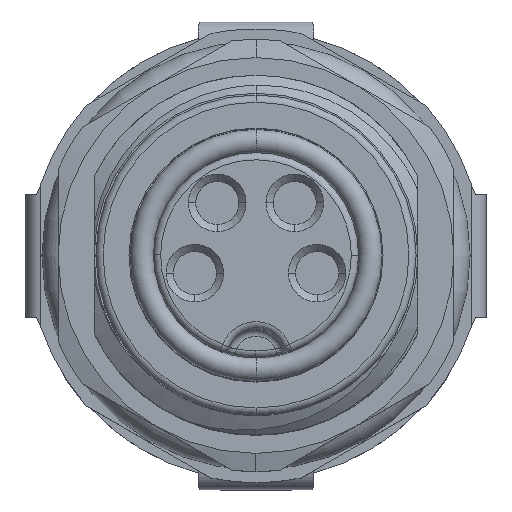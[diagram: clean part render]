
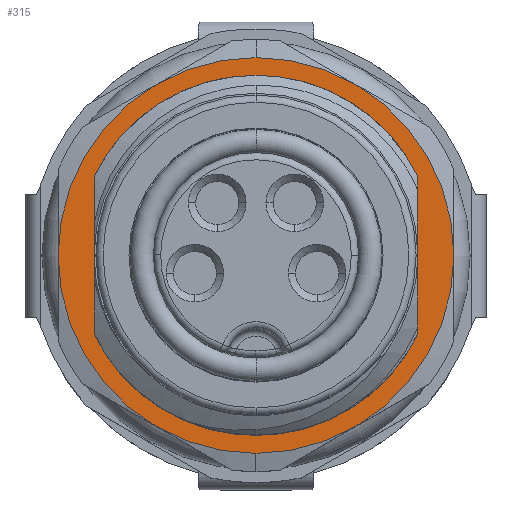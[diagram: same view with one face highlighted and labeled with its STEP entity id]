
A CAD part, top view. The second image highlights one B-rep face of the part: STEP entity #315.
In plain terms, the highlighted planar face has unit normal (0, 0, 1).
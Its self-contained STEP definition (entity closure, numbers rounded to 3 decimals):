
#315=ADVANCED_FACE('',(#903,#904),#905,.T.);
#903=FACE_OUTER_BOUND('',#1853,.T.);
#904=FACE_BOUND('',#1854,.T.);
#905=PLANE('',#1855);
#1853=EDGE_LOOP('',(#5221,#5222,#5223,#5224,#5225,#5226,#5227,#5228));
#1854=EDGE_LOOP('',(#5229,#5230,#5231,#5232,#5233,#5234,#5235,#5236,#5237));
#1855=AXIS2_PLACEMENT_3D('',#5238,#5239,#5240);
#5221=ORIENTED_EDGE('',*,*,#6232,.F.);
#5222=ORIENTED_EDGE('',*,*,#6233,.F.);
#5223=ORIENTED_EDGE('',*,*,#5542,.T.);
#5224=ORIENTED_EDGE('',*,*,#6234,.T.);
#5225=ORIENTED_EDGE('',*,*,#6235,.F.);
#5226=ORIENTED_EDGE('',*,*,#6236,.F.);
#5227=ORIENTED_EDGE('',*,*,#6237,.T.);
#5228=ORIENTED_EDGE('',*,*,#5540,.T.);
#5229=ORIENTED_EDGE('',*,*,#6230,.T.);
#5230=ORIENTED_EDGE('',*,*,#5781,.T.);
#5231=ORIENTED_EDGE('',*,*,#6229,.T.);
#5232=ORIENTED_EDGE('',*,*,#6238,.T.);
#5233=ORIENTED_EDGE('',*,*,#6239,.T.);
#5234=ORIENTED_EDGE('',*,*,#5823,.T.);
#5235=ORIENTED_EDGE('',*,*,#6240,.T.);
#5236=ORIENTED_EDGE('',*,*,#5571,.T.);
#5237=ORIENTED_EDGE('',*,*,#5802,.T.);
#5238=CARTESIAN_POINT('',(0.0,0.0,-6.0));
#5239=DIRECTION('',(0.0,0.0,1.0));
#5240=DIRECTION('',(1.0,0.0,0.0));
#5540=EDGE_CURVE('',#6333,#6337,#6339,.T.);
#5542=EDGE_CURVE('',#6343,#6340,#6344,.T.);
#5571=EDGE_CURVE('',#6398,#6395,#6399,.T.);
#5781=EDGE_CURVE('',#6760,#6759,#6762,.T.);
#5802=EDGE_CURVE('',#6395,#6783,#6785,.T.);
#5823=EDGE_CURVE('',#6809,#6812,#6814,.T.);
#6229=EDGE_CURVE('',#6759,#7470,#7472,.T.);
#6230=EDGE_CURVE('',#6783,#6760,#7473,.T.);
#6232=EDGE_CURVE('',#7475,#6337,#7476,.T.);
#6233=EDGE_CURVE('',#6343,#7475,#7477,.T.);
#6234=EDGE_CURVE('',#6340,#7478,#7479,.T.);
#6235=EDGE_CURVE('',#7480,#7478,#7481,.T.);
#6236=EDGE_CURVE('',#7482,#7480,#7483,.T.);
#6237=EDGE_CURVE('',#7482,#6333,#7484,.T.);
#6238=EDGE_CURVE('',#7470,#7485,#7486,.T.);
#6239=EDGE_CURVE('',#7485,#6809,#7487,.T.);
#6240=EDGE_CURVE('',#6812,#6398,#7488,.T.);
#6333=VERTEX_POINT('',#7619);
#6337=VERTEX_POINT('',#7624);
#6339=CIRCLE('',#7634,5.5);
#6340=VERTEX_POINT('',#7635);
#6343=VERTEX_POINT('',#7639);
#6344=CIRCLE('',#7640,5.5);
#6395=VERTEX_POINT('',#7743);
#6398=VERTEX_POINT('',#7747);
#6399=CIRCLE('',#7748,5.0);
#6759=VERTEX_POINT('',#8967);
#6760=VERTEX_POINT('',#8968);
#6762=LINE('',#8981,#8982);
#6783=VERTEX_POINT('',#9399);
#6785=CIRCLE('',#9418,5.0);
#6809=VERTEX_POINT('',#9620);
#6812=VERTEX_POINT('',#9644);
#6814=LINE('',#9650,#9651);
#7470=VERTEX_POINT('',#10784);
#7472=B_SPLINE_CURVE_WITH_KNOTS('',3,(#10874,#10875,#10876,#10877,#10878,#10879,#10880,#10881,#10882),.UNSPECIFIED.,.F.,.F.,(4,1,1,1,1,1,4),(0.0,0.167,0.333,0.5,0.667,0.833,1.0),.UNSPECIFIED.);
#7473=B_SPLINE_CURVE_WITH_KNOTS('',3,(#10883,#10884,#10885,#10886,#10887,#10888,#10889,#10890,#10891,#10892,#10893,#10894),.UNSPECIFIED.,.F.,.F.,(4,1,1,1,1,1,1,1,1,4),(0.0,0.111,0.222,0.333,0.444,0.556,0.667,0.778,0.889,1.0),.UNSPECIFIED.);
#7475=VERTEX_POINT('',#10922);
#7476=CIRCLE('',#10923,5.5);
#7477=CIRCLE('',#10924,5.5);
#7478=VERTEX_POINT('',#10925);
#7479=CIRCLE('',#10926,5.5);
#7480=VERTEX_POINT('',#10927);
#7481=CIRCLE('',#10928,5.5);
#7482=VERTEX_POINT('',#10929);
#7483=CIRCLE('',#10930,5.5);
#7484=CIRCLE('',#10931,5.5);
#7485=VERTEX_POINT('',#10932);
#7486=B_SPLINE_CURVE_WITH_KNOTS('',3,(#10933,#10934,#10935,#10936,#10937,#10938,#10939,#10940,#10941,#10942,#10943,#10944,#10945,#10946,#10947,#10948,#10949,#10950,#10951),.UNSPECIFIED.,.F.,.F.,(4,1,1,1,1,1,1,1,1,1,1,1,1,1,1,1,4),(0.0,0.063,0.125,0.188,0.25,0.313,0.375,0.438,0.5,0.563,0.625,0.688,0.75,0.813,0.875,0.938,1.0),.UNSPECIFIED.);
#7487=B_SPLINE_CURVE_WITH_KNOTS('',3,(#10952,#10953,#10954,#10955,#10956,#10957,#10958,#10959,#10960),.UNSPECIFIED.,.F.,.F.,(4,1,1,1,1,1,4),(0.0,0.167,0.333,0.5,0.667,0.833,1.0),.UNSPECIFIED.);
#7488=B_SPLINE_CURVE_WITH_KNOTS('',3,(#10961,#10962,#10963,#10964,#10965,#10966,#10967,#10968,#10969,#10970,#10971,#10972),.UNSPECIFIED.,.F.,.F.,(4,1,1,1,1,1,1,1,1,4),(0.0,0.111,0.222,0.333,0.444,0.556,0.667,0.778,0.889,1.0),.UNSPECIFIED.);
#7619=CARTESIAN_POINT('',(0.,5.5,-6.0));
#7624=CARTESIAN_POINT('',(-2.75,4.763,-6.0));
#7634=AXIS2_PLACEMENT_3D('',#11809,#11810,#11811);
#7635=CARTESIAN_POINT('',(0.,-5.5,-6.0));
#7639=CARTESIAN_POINT('',(-2.75,-4.763,-6.0));
#7640=AXIS2_PLACEMENT_3D('',#11813,#11814,#11815);
#7743=CARTESIAN_POINT('',(0.,5.0,-6.0));
#7747=CARTESIAN_POINT('',(-1.913,4.619,-6.0));
#7748=AXIS2_PLACEMENT_3D('',#11864,#11865,#11866);
#8967=CARTESIAN_POINT('',(4.5,-1.019,-6.0));
#8968=CARTESIAN_POINT('',(4.5,1.576,-6.0));
#8981=CARTESIAN_POINT('',(4.5,1.576,-6.0));
#8982=VECTOR('',#12207,2.595);
#9399=CARTESIAN_POINT('',(1.913,4.619,-6.0));
#9418=AXIS2_PLACEMENT_3D('',#12211,#12212,#12213);
#9620=CARTESIAN_POINT('',(-4.5,-1.019,-6.0));
#9644=CARTESIAN_POINT('',(-4.5,1.576,-6.0));
#9650=CARTESIAN_POINT('',(-4.5,-1.019,-6.0));
#9651=VECTOR('',#12222,2.595);
#10784=CARTESIAN_POINT('',(3.153,-3.153,-6.0));
#10874=CARTESIAN_POINT('',(4.5,-1.019,-6.0));
#10875=CARTESIAN_POINT('',(4.46,-1.158,-6.0));
#10876=CARTESIAN_POINT('',(4.367,-1.429,-6.0));
#10877=CARTESIAN_POINT('',(4.19,-1.821,-6.0));
#10878=CARTESIAN_POINT('',(3.979,-2.193,-6.0));
#10879=CARTESIAN_POINT('',(3.734,-2.542,-6.0));
#10880=CARTESIAN_POINT('',(3.459,-2.865,-6.0));
#10881=CARTESIAN_POINT('',(3.258,-3.06,-6.0));
#10882=CARTESIAN_POINT('',(3.153,-3.153,-6.0));
#10883=CARTESIAN_POINT('',(1.913,4.619,-6.0));
#10884=CARTESIAN_POINT('',(2.053,4.552,-6.0));
#10885=CARTESIAN_POINT('',(2.325,4.406,-6.0));
#10886=CARTESIAN_POINT('',(2.711,4.149,-6.0));
#10887=CARTESIAN_POINT('',(3.069,3.858,-6.0));
#10888=CARTESIAN_POINT('',(3.398,3.537,-6.0));
#10889=CARTESIAN_POINT('',(3.693,3.188,-6.0));
#10890=CARTESIAN_POINT('',(3.955,2.813,-6.0));
#10891=CARTESIAN_POINT('',(4.177,2.418,-6.0));
#10892=CARTESIAN_POINT('',(4.363,2.004,-6.0));
#10893=CARTESIAN_POINT('',(4.459,1.721,-6.0));
#10894=CARTESIAN_POINT('',(4.5,1.576,-6.0));
#10922=CARTESIAN_POINT('',(-5.5,0.,-6.0));
#10923=AXIS2_PLACEMENT_3D('',#12845,#12846,#12847);
#10924=AXIS2_PLACEMENT_3D('',#12848,#12849,#12850);
#10925=CARTESIAN_POINT('',(2.75,-4.763,-6.0));
#10926=AXIS2_PLACEMENT_3D('',#12851,#12852,#12853);
#10927=CARTESIAN_POINT('',(5.5,0.0,-6.0));
#10928=AXIS2_PLACEMENT_3D('',#12854,#12855,#12856);
#10929=CARTESIAN_POINT('',(2.75,4.763,-6.0));
#10930=AXIS2_PLACEMENT_3D('',#12857,#12858,#12859);
#10931=AXIS2_PLACEMENT_3D('',#12860,#12861,#12862);
#10932=CARTESIAN_POINT('',(-3.153,-3.153,-6.0));
#10933=CARTESIAN_POINT('',(3.153,-3.153,-6.0));
#10934=CARTESIAN_POINT('',(3.049,-3.257,-6.0));
#10935=CARTESIAN_POINT('',(2.833,-3.452,-6.0));
#10936=CARTESIAN_POINT('',(2.481,-3.713,-6.0));
#10937=CARTESIAN_POINT('',(2.105,-3.939,-6.0));
#10938=CARTESIAN_POINT('',(1.709,-4.126,-6.0));
#10939=CARTESIAN_POINT('',(1.296,-4.274,-6.0));
#10940=CARTESIAN_POINT('',(0.871,-4.38,-6.0));
#10941=CARTESIAN_POINT('',(0.438,-4.444,-6.0));
#10942=CARTESIAN_POINT('',(0.,-4.466,-6.0));
#10943=CARTESIAN_POINT('',(-0.438,-4.444,-6.0));
#10944=CARTESIAN_POINT('',(-0.871,-4.38,-6.0));
#10945=CARTESIAN_POINT('',(-1.297,-4.274,-6.0));
#10946=CARTESIAN_POINT('',(-1.709,-4.126,-6.0));
#10947=CARTESIAN_POINT('',(-2.105,-3.939,-6.0));
#10948=CARTESIAN_POINT('',(-2.482,-3.713,-6.0));
#10949=CARTESIAN_POINT('',(-2.833,-3.452,-6.0));
#10950=CARTESIAN_POINT('',(-3.049,-3.256,-6.0));
#10951=CARTESIAN_POINT('',(-3.153,-3.153,-6.0));
#10952=CARTESIAN_POINT('',(-3.153,-3.153,-6.0));
#10953=CARTESIAN_POINT('',(-3.258,-3.06,-6.0));
#10954=CARTESIAN_POINT('',(-3.459,-2.864,-6.0));
#10955=CARTESIAN_POINT('',(-3.735,-2.541,-6.0));
#10956=CARTESIAN_POINT('',(-3.979,-2.193,-6.0));
#10957=CARTESIAN_POINT('',(-4.19,-1.821,-6.0));
#10958=CARTESIAN_POINT('',(-4.367,-1.43,-6.0));
#10959=CARTESIAN_POINT('',(-4.46,-1.158,-6.0));
#10960=CARTESIAN_POINT('',(-4.5,-1.019,-6.0));
#10961=CARTESIAN_POINT('',(-4.5,1.576,-6.0));
#10962=CARTESIAN_POINT('',(-4.459,1.72,-6.0));
#10963=CARTESIAN_POINT('',(-4.363,2.004,-6.0));
#10964=CARTESIAN_POINT('',(-4.178,2.418,-6.0));
#10965=CARTESIAN_POINT('',(-3.954,2.813,-6.0));
#10966=CARTESIAN_POINT('',(-3.694,3.187,-6.0));
#10967=CARTESIAN_POINT('',(-3.397,3.537,-6.0));
#10968=CARTESIAN_POINT('',(-3.07,3.858,-6.0));
#10969=CARTESIAN_POINT('',(-2.711,4.149,-6.0));
#10970=CARTESIAN_POINT('',(-2.325,4.406,-6.0));
#10971=CARTESIAN_POINT('',(-2.053,4.552,-6.0));
#10972=CARTESIAN_POINT('',(-1.913,4.619,-6.0));
#11809=CARTESIAN_POINT('',(0.0,0.0,-6.0));
#11810=DIRECTION('',(0.0,-0.0,1.0));
#11811=DIRECTION('',(0.5,0.866,0.0));
#11813=CARTESIAN_POINT('',(0.0,0.0,-6.0));
#11814=DIRECTION('',(0.0,0.0,1.0));
#11815=DIRECTION('',(-0.5,-0.866,0.0));
#11864=CARTESIAN_POINT('',(0.0,0.0,-6.0));
#11865=DIRECTION('',(0.0,0.0,-1.0));
#11866=DIRECTION('',(-0.383,0.924,0.0));
#12207=DIRECTION('',(0.0,-1.0,0.0));
#12211=CARTESIAN_POINT('',(0.0,0.0,-6.0));
#12212=DIRECTION('',(0.0,0.0,-1.0));
#12213=DIRECTION('',(-0.383,0.924,0.0));
#12222=DIRECTION('',(0.0,1.0,0.0));
#12845=CARTESIAN_POINT('',(0.0,0.0,-6.0));
#12846=DIRECTION('',(0.0,0.0,-1.0));
#12847=DIRECTION('',(-1.0,0.0,0.0));
#12848=CARTESIAN_POINT('',(0.0,0.0,-6.0));
#12849=DIRECTION('',(-0.0,0.0,-1.0));
#12850=DIRECTION('',(-0.5,-0.866,0.0));
#12851=CARTESIAN_POINT('',(0.0,0.0,-6.0));
#12852=DIRECTION('',(0.0,0.0,1.0));
#12853=DIRECTION('',(-0.5,-0.866,0.0));
#12854=CARTESIAN_POINT('',(0.0,0.0,-6.0));
#12855=DIRECTION('',(0.0,0.0,-1.0));
#12856=DIRECTION('',(1.0,0.0,0.0));
#12857=CARTESIAN_POINT('',(0.0,0.0,-6.0));
#12858=DIRECTION('',(0.0,0.0,-1.0));
#12859=DIRECTION('',(0.5,0.866,0.0));
#12860=CARTESIAN_POINT('',(0.0,0.0,-6.0));
#12861=DIRECTION('',(0.0,-0.0,1.0));
#12862=DIRECTION('',(0.5,0.866,0.0));
